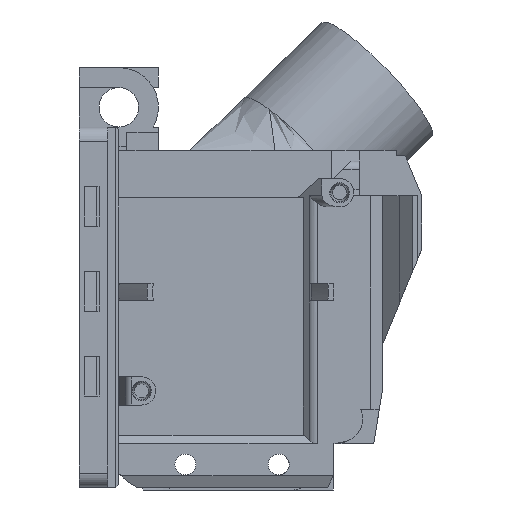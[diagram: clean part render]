
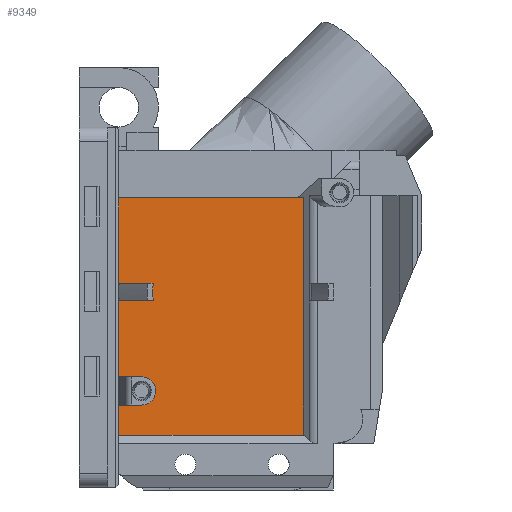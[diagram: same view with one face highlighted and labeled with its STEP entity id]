
A CAD part, left-side view. The second image highlights one B-rep face of the part: STEP entity #9349.
In plain terms, the highlighted planar face has unit normal (-1, 0, 0).
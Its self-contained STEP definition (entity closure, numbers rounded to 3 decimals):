
#98=FACE_BOUND('',#1460,.T.);
#456=PLANE('',#10109);
#919=FACE_OUTER_BOUND('',#1459,.T.);
#1459=EDGE_LOOP('',(#8325,#8326,#8327,#8328,#8329,#8330,#8331,#8332,#8333,
#8334));
#1460=EDGE_LOOP('',(#8335,#8336,#8337,#8338));
#1691=CIRCLE('',#9837,15.5);
#1692=CIRCLE('',#9841,2.5);
#1756=CIRCLE('',#9978,21.5);
#1757=CIRCLE('',#9979,21.5);
#2402=LINE('',#16061,#3350);
#2404=LINE('',#16067,#3352);
#2496=LINE('',#16538,#3444);
#2499=LINE('',#16549,#3447);
#2500=LINE('',#16556,#3448);
#2504=LINE('',#16565,#3452);
#2506=LINE('',#16568,#3454);
#2620=LINE('',#16998,#3568);
#2786=LINE('',#17469,#3734);
#2787=LINE('',#17471,#3735);
#3350=VECTOR('',#11353,10.);
#3352=VECTOR('',#11357,10.);
#3444=VECTOR('',#11593,10.);
#3447=VECTOR('',#11602,10.);
#3448=VECTOR('',#11605,10.);
#3452=VECTOR('',#11615,10.);
#3454=VECTOR('',#11619,10.);
#3568=VECTOR('',#12007,10.);
#3734=VECTOR('',#12429,10.);
#3735=VECTOR('',#12432,10.);
#4315=VERTEX_POINT('',#16058);
#4316=VERTEX_POINT('',#16060);
#4318=VERTEX_POINT('',#16064);
#4319=VERTEX_POINT('',#16066);
#4418=VERTEX_POINT('',#16536);
#4419=VERTEX_POINT('',#16537);
#4420=VERTEX_POINT('',#16544);
#4421=VERTEX_POINT('',#16548);
#4422=VERTEX_POINT('',#16554);
#4423=VERTEX_POINT('',#16555);
#4424=VERTEX_POINT('',#16560);
#4425=VERTEX_POINT('',#16564);
#4537=VERTEX_POINT('',#16996);
#4640=VERTEX_POINT('',#17467);
#5395=EDGE_CURVE('',#4316,#4315,#2402,.T.);
#5398=EDGE_CURVE('',#4319,#4318,#2404,.T.);
#5538=EDGE_CURVE('',#4418,#4419,#2496,.T.);
#5541=EDGE_CURVE('',#4420,#4418,#1691,.T.);
#5543=EDGE_CURVE('',#4421,#4420,#2499,.T.);
#5545=EDGE_CURVE('',#4422,#4423,#2500,.T.);
#5548=EDGE_CURVE('',#4424,#4423,#1692,.T.);
#5550=EDGE_CURVE('',#4425,#4424,#2504,.T.);
#5552=EDGE_CURVE('',#4422,#4425,#2506,.T.);
#5745=EDGE_CURVE('',#4318,#4421,#1756,.T.);
#5746=EDGE_CURVE('',#4419,#4316,#1757,.T.);
#5748=EDGE_CURVE('',#4537,#4315,#2620,.T.);
#5951=EDGE_CURVE('',#4537,#4640,#2786,.T.);
#5952=EDGE_CURVE('',#4640,#4319,#2787,.F.);
#8325=ORIENTED_EDGE('',*,*,#5746,.T.);
#8326=ORIENTED_EDGE('',*,*,#5395,.T.);
#8327=ORIENTED_EDGE('',*,*,#5748,.F.);
#8328=ORIENTED_EDGE('',*,*,#5951,.T.);
#8329=ORIENTED_EDGE('',*,*,#5952,.T.);
#8330=ORIENTED_EDGE('',*,*,#5398,.T.);
#8331=ORIENTED_EDGE('',*,*,#5745,.T.);
#8332=ORIENTED_EDGE('',*,*,#5543,.T.);
#8333=ORIENTED_EDGE('',*,*,#5541,.T.);
#8334=ORIENTED_EDGE('',*,*,#5538,.T.);
#8335=ORIENTED_EDGE('',*,*,#5552,.T.);
#8336=ORIENTED_EDGE('',*,*,#5550,.T.);
#8337=ORIENTED_EDGE('',*,*,#5548,.T.);
#8338=ORIENTED_EDGE('',*,*,#5545,.F.);
#9349=ADVANCED_FACE('',(#919,#98),#456,.T.);
#9837=AXIS2_PLACEMENT_3D('',#16545,#11597,#11598);
#9841=AXIS2_PLACEMENT_3D('',#16561,#11610,#11611);
#9978=AXIS2_PLACEMENT_3D('',#16993,#12000,#12001);
#9979=AXIS2_PLACEMENT_3D('',#16994,#12002,#12003);
#10109=AXIS2_PLACEMENT_3D('',#17470,#12430,#12431);
#11353=DIRECTION('',(0.,0.,-1.));
#11357=DIRECTION('',(0.,0.,-1.));
#11593=DIRECTION('',(0.,1.,0.));
#11597=DIRECTION('center_axis',(-1.,0.,0.));
#11598=DIRECTION('ref_axis',(0.,-1.,0.));
#11602=DIRECTION('',(0.,-1.,0.));
#11605=DIRECTION('',(0.,-1.,0.));
#11610=DIRECTION('center_axis',(1.,0.,0.));
#11611=DIRECTION('ref_axis',(0.,-1.,0.));
#11615=DIRECTION('',(0.,-1.,0.));
#11619=DIRECTION('',(0.,0.,1.));
#12000=DIRECTION('center_axis',(1.,0.,0.));
#12001=DIRECTION('ref_axis',(0.,1.,0.));
#12002=DIRECTION('center_axis',(1.,0.,0.));
#12003=DIRECTION('ref_axis',(0.,1.,0.));
#12007=DIRECTION('',(0.,1.,0.));
#12429=DIRECTION('',(0.,0.,1.));
#12430=DIRECTION('center_axis',(-1.,0.,0.));
#12431=DIRECTION('ref_axis',(0.,-1.,0.));
#12432=DIRECTION('',(0.,-1.,0.));
#16058=CARTESIAN_POINT('',(-22.,20.,10.711));
#16060=CARTESIAN_POINT('',(-22.,20.,35.999));
#16061=CARTESIAN_POINT('',(-22.,20.,46.98));
#16064=CARTESIAN_POINT('',(-22.,20.,36.001));
#16066=CARTESIAN_POINT('',(-22.,20.,52.6));
#16067=CARTESIAN_POINT('',(-22.,20.,46.98));
#16536=CARTESIAN_POINT('',(-22.,13.927,34.5));
#16537=CARTESIAN_POINT('',(-22.,19.948,34.5));
#16538=CARTESIAN_POINT('',(-22.,1.214,34.5));
#16544=CARTESIAN_POINT('',(-22.,13.927,37.5));
#16545=CARTESIAN_POINT('Origin',(-22.,-1.5,36.));
#16548=CARTESIAN_POINT('',(-22.,19.948,37.5));
#16549=CARTESIAN_POINT('',(-22.,1.716,37.5));
#16554=CARTESIAN_POINT('',(-22.,19.9,16.));
#16555=CARTESIAN_POINT('',(-22.,16.,16.));
#16556=CARTESIAN_POINT('',(-22.,3.5,16.));
#16560=CARTESIAN_POINT('',(-22.,15.751,20.988));
#16561=CARTESIAN_POINT('Origin',(-22.,16.,18.5));
#16564=CARTESIAN_POINT('',(-22.,19.9,20.988));
#16565=CARTESIAN_POINT('',(-22.,-1.968,20.988));
#16568=CARTESIAN_POINT('',(-22.,19.9,36.453));
#16993=CARTESIAN_POINT('Origin',(-22.,-1.5,36.));
#16994=CARTESIAN_POINT('Origin',(-22.,-1.5,36.));
#16996=CARTESIAN_POINT('',(-22.,-12.603,10.711));
#16998=CARTESIAN_POINT('',(-22.,-11.216,10.711));
#17467=CARTESIAN_POINT('',(-22.,-12.603,52.6));
#17469=CARTESIAN_POINT('',(-22.,-12.603,26.869));
#17470=CARTESIAN_POINT('Origin',(-22.,-11.5,32.406));
#17471=CARTESIAN_POINT('',(-22.,-5.125,52.6));
